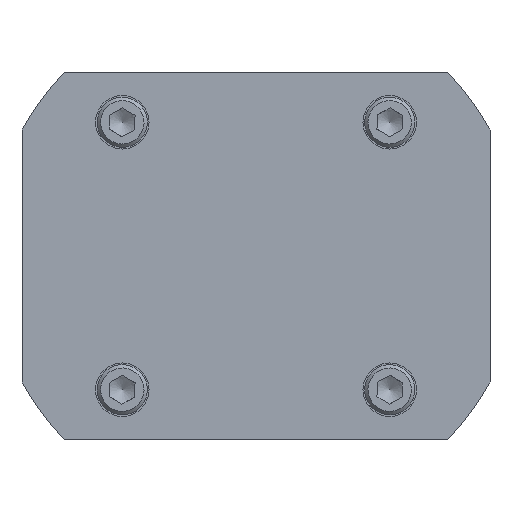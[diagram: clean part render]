
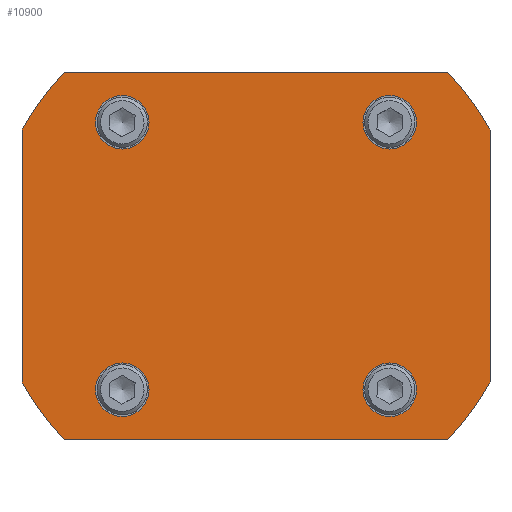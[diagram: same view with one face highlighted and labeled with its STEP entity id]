
A CAD part, front view. The second image highlights one B-rep face of the part: STEP entity #10900.
In plain terms, the highlighted planar face has unit normal (0, -1, 0).
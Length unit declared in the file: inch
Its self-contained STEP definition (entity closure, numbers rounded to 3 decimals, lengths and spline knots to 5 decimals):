
#10447=CARTESIAN_POINT('',(1.75,0.0,0.94216));
#10448=VERTEX_POINT('',#10447);
#10455=CARTESIAN_POINT('',(1.75,0.0,-0.94216));
#10456=VERTEX_POINT('',#10455);
#10457=CARTESIAN_POINT('',(1.75,0.0,-0.94216));
#10458=DIRECTION('',(0.0,0.0,1.0));
#10459=VECTOR('',#10458,1.88431);
#10460=LINE('',#10457,#10459);
#10461=EDGE_CURVE('',#10456,#10448,#10460,.T.);
#10521=CARTESIAN_POINT('',(-1.75,0.0,-0.94216));
#10522=VERTEX_POINT('',#10521);
#10529=CARTESIAN_POINT('',(-1.75,0.0,0.94216));
#10530=VERTEX_POINT('',#10529);
#10531=CARTESIAN_POINT('',(-1.75,0.0,0.94216));
#10532=DIRECTION('',(0.0,0.0,-1.0));
#10533=VECTOR('',#10532,1.88431);
#10534=LINE('',#10531,#10533);
#10535=EDGE_CURVE('',#10530,#10522,#10534,.T.);
#10585=CARTESIAN_POINT('',(-1.,0.0,0.8));
#10586=VERTEX_POINT('',#10585);
#10587=CARTESIAN_POINT('',(-1.,0.0,1.));
#10588=DIRECTION('',(0.0,1.0,0.0));
#10589=DIRECTION('',(0.0,0.0,-1.0));
#10590=AXIS2_PLACEMENT_3D('',#10587,#10588,#10589);
#10591=CIRCLE('',#10590,0.2);
#10592=EDGE_CURVE('',#10586,#10586,#10591,.T.);
#10626=CARTESIAN_POINT('',(-0.8,0.0,-1.));
#10627=VERTEX_POINT('',#10626);
#10628=CARTESIAN_POINT('',(-1.,0.0,-1.));
#10629=DIRECTION('',(0.0,1.0,0.0));
#10630=DIRECTION('',(1.0,0.0,0.0));
#10631=AXIS2_PLACEMENT_3D('',#10628,#10629,#10630);
#10632=CIRCLE('',#10631,0.2);
#10633=EDGE_CURVE('',#10627,#10627,#10632,.T.);
#10675=CARTESIAN_POINT('',(1.,0.0,-0.8));
#10676=VERTEX_POINT('',#10675);
#10677=CARTESIAN_POINT('',(1.,0.0,-1.));
#10678=DIRECTION('',(0.0,1.0,0.0));
#10679=DIRECTION('',(0.0,0.0,1.0));
#10680=AXIS2_PLACEMENT_3D('',#10677,#10678,#10679);
#10681=CIRCLE('',#10680,0.2);
#10682=EDGE_CURVE('',#10676,#10676,#10681,.T.);
#10724=CARTESIAN_POINT('',(0.8,0.0,1.));
#10725=VERTEX_POINT('',#10724);
#10726=CARTESIAN_POINT('',(1.,0.0,1.));
#10727=DIRECTION('',(0.0,1.0,0.0));
#10728=DIRECTION('',(-1.0,0.0,0.0));
#10729=AXIS2_PLACEMENT_3D('',#10726,#10727,#10728);
#10730=CIRCLE('',#10729,0.2);
#10731=EDGE_CURVE('',#10725,#10725,#10730,.T.);
#10744=CARTESIAN_POINT('',(1.43511,0.0,1.375));
#10745=VERTEX_POINT('',#10744);
#10752=CARTESIAN_POINT('',(0.0,0.0,0.0));
#10753=DIRECTION('',(0.0,-1.,0.0));
#10754=DIRECTION('',(-0.722,0.0,-0.692));
#10755=AXIS2_PLACEMENT_3D('',#10752,#10753,#10754);
#10756=CIRCLE('',#10755,1.9875);
#10757=EDGE_CURVE('',#10448,#10745,#10756,.T.);
#10769=CARTESIAN_POINT('',(-1.43511,0.0,1.375));
#10770=VERTEX_POINT('',#10769);
#10777=CARTESIAN_POINT('',(1.43511,0.0,1.375));
#10778=DIRECTION('',(-1.0,0.0,0.0));
#10779=VECTOR('',#10778,2.87021);
#10780=LINE('',#10777,#10779);
#10781=EDGE_CURVE('',#10745,#10770,#10780,.T.);
#10794=CARTESIAN_POINT('',(0.0,0.0,0.0));
#10795=DIRECTION('',(0.0,-1.0,0.0));
#10796=DIRECTION('',(0.881,0.0,-0.474));
#10797=AXIS2_PLACEMENT_3D('',#10794,#10795,#10796);
#10798=CIRCLE('',#10797,1.9875);
#10799=EDGE_CURVE('',#10770,#10530,#10798,.T.);
#10811=CARTESIAN_POINT('',(-1.43511,0.0,-1.375));
#10812=VERTEX_POINT('',#10811);
#10819=CARTESIAN_POINT('',(0.0,0.0,0.0));
#10820=DIRECTION('',(0.0,-1.,0.0));
#10821=DIRECTION('',(0.722,0.0,0.692));
#10822=AXIS2_PLACEMENT_3D('',#10819,#10820,#10821);
#10823=CIRCLE('',#10822,1.9875);
#10824=EDGE_CURVE('',#10522,#10812,#10823,.T.);
#10836=CARTESIAN_POINT('',(1.43511,0.0,-1.375));
#10837=VERTEX_POINT('',#10836);
#10844=CARTESIAN_POINT('',(-1.43511,0.0,-1.375));
#10845=DIRECTION('',(1.0,0.0,0.0));
#10846=VECTOR('',#10845,2.87021);
#10847=LINE('',#10844,#10846);
#10848=EDGE_CURVE('',#10812,#10837,#10847,.T.);
#10861=CARTESIAN_POINT('',(0.0,0.0,0.0));
#10862=DIRECTION('',(0.0,-1.0,0.0));
#10863=DIRECTION('',(-0.881,0.0,0.474));
#10864=AXIS2_PLACEMENT_3D('',#10861,#10862,#10863);
#10865=CIRCLE('',#10864,1.9875);
#10866=EDGE_CURVE('',#10837,#10456,#10865,.T.);
#10873=CARTESIAN_POINT('',(0.,0.0,0.));
#10874=DIRECTION('',(0.0,1.0,0.0));
#10875=DIRECTION('',(0.0,0.0,-1.0));
#10876=AXIS2_PLACEMENT_3D('',#10873,#10874,#10875);
#10877=PLANE('',#10876);
#10878=ORIENTED_EDGE('',*,*,#10461,.T.);
#10879=ORIENTED_EDGE('',*,*,#10757,.T.);
#10880=ORIENTED_EDGE('',*,*,#10781,.T.);
#10881=ORIENTED_EDGE('',*,*,#10799,.T.);
#10882=ORIENTED_EDGE('',*,*,#10535,.T.);
#10883=ORIENTED_EDGE('',*,*,#10824,.T.);
#10884=ORIENTED_EDGE('',*,*,#10848,.T.);
#10885=ORIENTED_EDGE('',*,*,#10866,.T.);
#10886=EDGE_LOOP('',(#10878,#10879,#10880,#10881,#10882,#10883,#10884,#10885));
#10887=FACE_OUTER_BOUND('',#10886,.T.);
#10888=ORIENTED_EDGE('',*,*,#10592,.T.);
#10889=EDGE_LOOP('',(#10888));
#10890=FACE_BOUND('',#10889,.T.);
#10891=ORIENTED_EDGE('',*,*,#10633,.T.);
#10892=EDGE_LOOP('',(#10891));
#10893=FACE_BOUND('',#10892,.T.);
#10894=ORIENTED_EDGE('',*,*,#10682,.T.);
#10895=EDGE_LOOP('',(#10894));
#10896=FACE_BOUND('',#10895,.T.);
#10897=ORIENTED_EDGE('',*,*,#10731,.T.);
#10898=EDGE_LOOP('',(#10897));
#10899=FACE_BOUND('',#10898,.T.);
#10900=ADVANCED_FACE('',(#10887,#10890,#10893,#10896,#10899),#10877,.F.);
